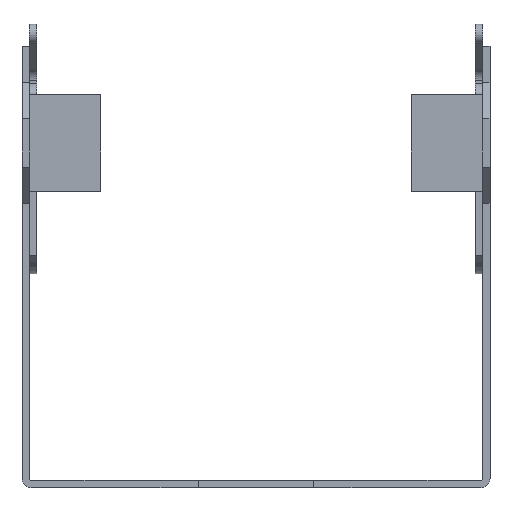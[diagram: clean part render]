
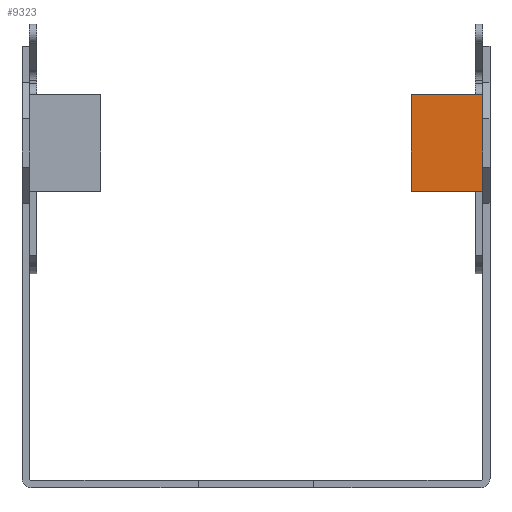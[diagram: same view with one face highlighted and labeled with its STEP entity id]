
A CAD part, front view. The second image highlights one B-rep face of the part: STEP entity #9323.
In plain terms, the highlighted planar face has unit normal (0, -1, 0).
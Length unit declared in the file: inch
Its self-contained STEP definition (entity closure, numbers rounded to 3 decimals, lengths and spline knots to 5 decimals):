
#271 = DIRECTION ( 'NONE',  ( 0., 0., -1. ) ) ;
#923 = VECTOR ( 'NONE', #16808, 39.37008 ) ;
#1414 = DIRECTION ( 'NONE',  ( 0., 0., -1. ) ) ;
#1633 = LINE ( 'NONE', #12840, #2835 ) ;
#2079 = EDGE_CURVE ( 'NONE', #11834, #11024, #10867, .T. ) ;
#2835 = VECTOR ( 'NONE', #271, 39.37008 ) ;
#2869 = CARTESIAN_POINT ( 'NONE',  ( 1.78839, -0.91862, 3.20866 ) ) ;
#3734 = LINE ( 'NONE', #5103, #10009 ) ;
#4013 = DIRECTION ( 'NONE',  ( 0., 0., -1. ) ) ;
#4389 = EDGE_CURVE ( 'NONE', #11834, #13120, #12600, .T. ) ;
#4904 = AXIS2_PLACEMENT_3D ( 'NONE', #8146, #12185, #4013 ) ;
#5103 = CARTESIAN_POINT ( 'NONE',  ( 1.78839, -0.91862, 2.42126 ) ) ;
#5549 = VECTOR ( 'NONE', #1414, 39.37008 ) ;
#5892 = CARTESIAN_POINT ( 'NONE',  ( 1.85039, -0.91862, 3.20866 ) ) ;
#7003 = CARTESIAN_POINT ( 'NONE',  ( 1.26771, -0.91862, 3.20866 ) ) ;
#7164 = ORIENTED_EDGE ( 'NONE', *, *, #12351, .T. ) ;
#7769 = DIRECTION ( 'NONE',  ( 1., 0., 0. ) ) ;
#8146 = CARTESIAN_POINT ( 'NONE',  ( 1.78839, -0.91862, 0. ) ) ;
#9323 = ADVANCED_FACE ( 'NONE', ( #16305 ), #16576, .T. ) ;
#10009 = VECTOR ( 'NONE', #7769, 39.37008 ) ;
#10487 = CARTESIAN_POINT ( 'NONE',  ( 1.85039, -0.91862, 2.42126 ) ) ;
#10867 = LINE ( 'NONE', #11149, #5549 ) ;
#11024 = VERTEX_POINT ( 'NONE', #16556 ) ;
#11149 = CARTESIAN_POINT ( 'NONE',  ( 1.26771, -0.91862, 0. ) ) ;
#11834 = VERTEX_POINT ( 'NONE', #7003 ) ;
#12185 = DIRECTION ( 'NONE',  ( 0., -1., 0. ) ) ;
#12351 = EDGE_CURVE ( 'NONE', #11024, #14386, #3734, .T. ) ;
#12600 = LINE ( 'NONE', #2869, #923 ) ;
#12840 = CARTESIAN_POINT ( 'NONE',  ( 1.85039, -0.91862, 0. ) ) ;
#13120 = VERTEX_POINT ( 'NONE', #5892 ) ;
#14354 = ORIENTED_EDGE ( 'NONE', *, *, #15743, .F. ) ;
#14386 = VERTEX_POINT ( 'NONE', #10487 ) ;
#14800 = EDGE_LOOP ( 'NONE', ( #14354, #16124, #18117, #7164 ) ) ;
#15743 = EDGE_CURVE ( 'NONE', #13120, #14386, #1633, .T. ) ;
#16124 = ORIENTED_EDGE ( 'NONE', *, *, #4389, .F. ) ;
#16305 = FACE_OUTER_BOUND ( 'NONE', #14800, .T. ) ;
#16556 = CARTESIAN_POINT ( 'NONE',  ( 1.26771, -0.91862, 2.42126 ) ) ;
#16576 = PLANE ( 'NONE',  #4904 ) ;
#16808 = DIRECTION ( 'NONE',  ( 1., 0., 0. ) ) ;
#18117 = ORIENTED_EDGE ( 'NONE', *, *, #2079, .T. ) ;
